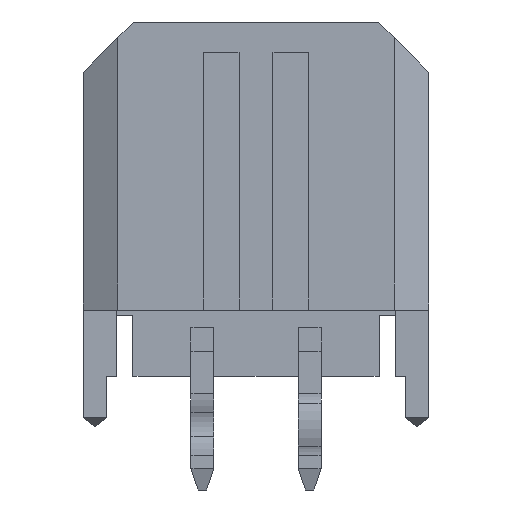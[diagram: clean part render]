
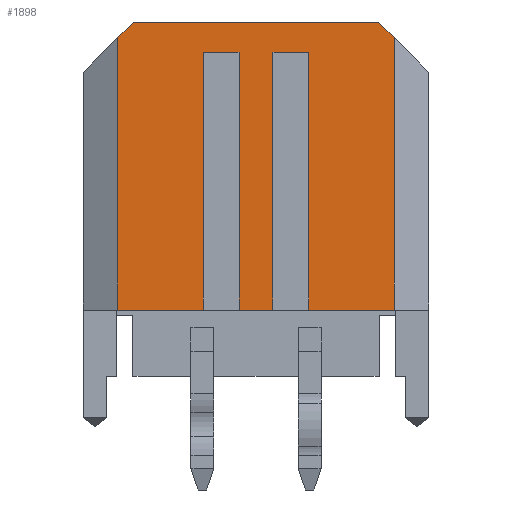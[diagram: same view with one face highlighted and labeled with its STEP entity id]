
A CAD part, front view. The second image highlights one B-rep face of the part: STEP entity #1898.
In plain terms, the highlighted planar face has unit normal (0, -1, 0).
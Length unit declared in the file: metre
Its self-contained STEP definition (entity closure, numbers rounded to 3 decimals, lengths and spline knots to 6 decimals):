
#870 = EDGE_CURVE( '', #2435, #2436, #2437, .T. );
#886 = EDGE_CURVE( '', #2464, #2465, #2466, .T. );
#906 = EDGE_CURVE( '', #2298, #2501, #2502, .T. );
#1252 = EDGE_CURVE( '', #3059, #2956, #3060, .T. );
#1254 = EDGE_CURVE( '', #2516, #3059, #3062, .T. );
#1278 = EDGE_CURVE( '', #2436, #3092, #3093, .T. );
#1386 = EDGE_CURVE( '', #3245, #3092, #3246, .T. );
#1468 = EDGE_CURVE( '', #3354, #2501, #3355, .T. );
#1766 = EDGE_CURVE( '', #2464, #3738, #3739, .T. );
#1852 = EDGE_CURVE( '', #2465, #2397, #3839, .T. );
#1870 = EDGE_CURVE( '', #2397, #3354, #3860, .T. );
#1898 = ADVANCED_FACE( '', ( #3897 ), #3898, .T. );
#1962 = EDGE_CURVE( '', #2298, #2516, #3975, .T. );
#2162 = EDGE_CURVE( '', #2435, #2956, #4199, .T. );
#2186 = EDGE_CURVE( '', #3245, #3738, #4226, .T. );
#2298 = VERTEX_POINT( '', #4337 );
#2397 = VERTEX_POINT( '', #4478 );
#2435 = VERTEX_POINT( '', #4533 );
#2436 = VERTEX_POINT( '', #4534 );
#2437 = LINE( '', #4535, #4536 );
#2464 = VERTEX_POINT( '', #4572 );
#2465 = VERTEX_POINT( '', #4573 );
#2466 = LINE( '', #4574, #4575 );
#2501 = VERTEX_POINT( '', #4625 );
#2502 = LINE( '', #4626, #4627 );
#2516 = VERTEX_POINT( '', #4646 );
#2956 = VERTEX_POINT( '', #5277 );
#3059 = VERTEX_POINT( '', #5425 );
#3060 = LINE( '', #5426, #5427 );
#3062 = LINE( '', #5430, #5431 );
#3092 = VERTEX_POINT( '', #5480 );
#3093 = LINE( '', #5481, #5482 );
#3245 = VERTEX_POINT( '', #5710 );
#3246 = LINE( '', #5711, #5712 );
#3354 = VERTEX_POINT( '', #5877 );
#3355 = LINE( '', #5878, #5879 );
#3738 = VERTEX_POINT( '', #6451 );
#3739 = LINE( '', #6452, #6453 );
#3839 = LINE( '', #6616, #6617 );
#3860 = LINE( '', #6649, #6650 );
#3897 = FACE_OUTER_BOUND( '', #6697, .T. );
#3898 = PLANE( '', #6698 );
#3975 = LINE( '', #6817, #6818 );
#4199 = LINE( '', #7191, #7192 );
#4226 = LINE( '', #7236, #7237 );
#4337 = CARTESIAN_POINT( '', ( 0.000475, -0.002187, 0.001815 ) );
#4478 = CARTESIAN_POINT( '', ( 0.001475, -0.002187, 0.001815 ) );
#4533 = CARTESIAN_POINT( '', ( -0.001475, -0.002187, 0.001815 ) );
#4534 = CARTESIAN_POINT( '', ( -0.003865, -0.002187, 0.001815 ) );
#4535 = CARTESIAN_POINT( '', ( -0.001475, -0.002187, 0.001815 ) );
#4536 = VECTOR( '', #7432, 1. );
#4572 = CARTESIAN_POINT( '', ( 0.003865, -0.002187, 0.009425 ) );
#4573 = CARTESIAN_POINT( '', ( 0.003865, -0.002187, 0.001815 ) );
#4574 = CARTESIAN_POINT( '', ( 0.003865, -0.002187, 0.009425 ) );
#4575 = VECTOR( '', #7461, 1. );
#4625 = CARTESIAN_POINT( '', ( 0.000475, -0.002187, 0.009015 ) );
#4626 = CARTESIAN_POINT( '', ( 0.000475, -0.002187, 0.001815 ) );
#4627 = VECTOR( '', #7485, 1. );
#4646 = CARTESIAN_POINT( '', ( -0.000475, -0.002187, 0.001815 ) );
#5277 = CARTESIAN_POINT( '', ( -0.001475, -0.002187, 0.009015 ) );
#5425 = CARTESIAN_POINT( '', ( -0.000475, -0.002187, 0.009015 ) );
#5426 = CARTESIAN_POINT( '', ( -0.000475, -0.002187, 0.009015 ) );
#5427 = VECTOR( '', #8057, 1. );
#5430 = CARTESIAN_POINT( '', ( -0.000475, -0.002187, 0.001815 ) );
#5431 = VECTOR( '', #8058, 1. );
#5480 = CARTESIAN_POINT( '', ( -0.003865, -0.002187, 0.009425 ) );
#5481 = CARTESIAN_POINT( '', ( -0.003865, -0.002187, 0.001815 ) );
#5482 = VECTOR( '', #8085, 1. );
#5710 = CARTESIAN_POINT( '', ( -0.003425, -0.002187, 0.009865 ) );
#5711 = CARTESIAN_POINT( '', ( -0.003425, -0.002187, 0.009865 ) );
#5712 = VECTOR( '', #8246, 1. );
#5877 = CARTESIAN_POINT( '', ( 0.001475, -0.002187, 0.009015 ) );
#5878 = CARTESIAN_POINT( '', ( 0.001475, -0.002187, 0.009015 ) );
#5879 = VECTOR( '', #8384, 1. );
#6451 = CARTESIAN_POINT( '', ( 0.003425, -0.002187, 0.009865 ) );
#6452 = CARTESIAN_POINT( '', ( 0.003865, -0.002187, 0.009425 ) );
#6453 = VECTOR( '', #8963, 1. );
#6616 = CARTESIAN_POINT( '', ( 0.003865, -0.002187, 0.001815 ) );
#6617 = VECTOR( '', #9093, 1. );
#6649 = CARTESIAN_POINT( '', ( 0.001475, -0.002187, 0.001815 ) );
#6650 = VECTOR( '', #9123, 1. );
#6697 = EDGE_LOOP( '', ( #9216, #9217, #9218, #9219, #9220, #9221, #9222, #9223, #9224, #9225, #9226, #9227, #9228, #9229 ) );
#6698 = AXIS2_PLACEMENT_3D( '', #9230, #9231, #9232 );
#6817 = CARTESIAN_POINT( '', ( 0.000475, -0.002187, 0.001815 ) );
#6818 = VECTOR( '', #9338, 1. );
#7191 = CARTESIAN_POINT( '', ( -0.001475, -0.002187, 0.001815 ) );
#7192 = VECTOR( '', #9632, 1. );
#7236 = CARTESIAN_POINT( '', ( -0.003425, -0.002187, 0.009865 ) );
#7237 = VECTOR( '', #9656, 1. );
#7432 = DIRECTION( '', ( -1., 0., 0. ) );
#7461 = DIRECTION( '', ( 0., 0., -1. ) );
#7485 = DIRECTION( '', ( 0., 0., 1. ) );
#8057 = DIRECTION( '', ( -1., 0., 0. ) );
#8058 = DIRECTION( '', ( 0., 0., 1. ) );
#8085 = DIRECTION( '', ( 0., 0., 1. ) );
#8246 = DIRECTION( '', ( -0.707, 0., -0.707 ) );
#8384 = DIRECTION( '', ( -1., 0., 0. ) );
#8963 = DIRECTION( '', ( -0.707, 0., 0.707 ) );
#9093 = DIRECTION( '', ( -1., 0., 0. ) );
#9123 = DIRECTION( '', ( 0., 0., 1. ) );
#9216 = ORIENTED_EDGE( '', *, *, #1468, .F. );
#9217 = ORIENTED_EDGE( '', *, *, #1870, .F. );
#9218 = ORIENTED_EDGE( '', *, *, #1852, .F. );
#9219 = ORIENTED_EDGE( '', *, *, #886, .F. );
#9220 = ORIENTED_EDGE( '', *, *, #1766, .T. );
#9221 = ORIENTED_EDGE( '', *, *, #2186, .F. );
#9222 = ORIENTED_EDGE( '', *, *, #1386, .T. );
#9223 = ORIENTED_EDGE( '', *, *, #1278, .F. );
#9224 = ORIENTED_EDGE( '', *, *, #870, .F. );
#9225 = ORIENTED_EDGE( '', *, *, #2162, .T. );
#9226 = ORIENTED_EDGE( '', *, *, #1252, .F. );
#9227 = ORIENTED_EDGE( '', *, *, #1254, .F. );
#9228 = ORIENTED_EDGE( '', *, *, #1962, .F. );
#9229 = ORIENTED_EDGE( '', *, *, #906, .T. );
#9230 = CARTESIAN_POINT( '', ( -0.004825, -0.002187, 0.009865 ) );
#9231 = DIRECTION( '', ( 0., -1., 0. ) );
#9232 = DIRECTION( '', ( 0., 0., -1. ) );
#9338 = DIRECTION( '', ( -1., 0., 0. ) );
#9632 = DIRECTION( '', ( 0., 0., 1. ) );
#9656 = DIRECTION( '', ( 1., 0., 0. ) );
